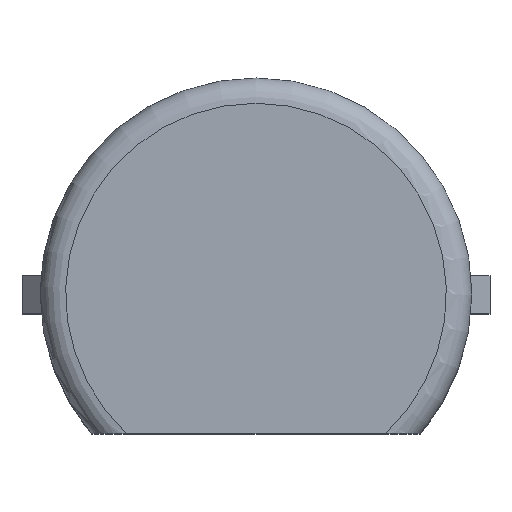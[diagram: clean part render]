
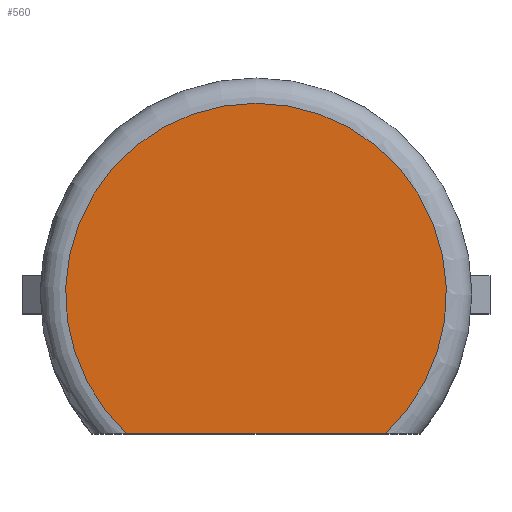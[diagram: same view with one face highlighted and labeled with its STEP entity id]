
A CAD part, top view. The second image highlights one B-rep face of the part: STEP entity #560.
In plain terms, the highlighted planar face has unit normal (0, 0, 1).
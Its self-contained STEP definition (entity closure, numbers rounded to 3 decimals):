
#13=DIRECTION('',(0.,0.,1.));
#14=DIRECTION('',(1.,0.,0.));
#94=DIRECTION('',(-1.,0.,0.));
#154=VECTOR('',#94,1.);
#322=DIRECTION('',(0.,0.,-1.));
#336=VERTEX_POINT('',#337);
#337=CARTESIAN_POINT('',(-1.53,-1.65,8.));
#349=ORIENTED_EDGE('',*,*,#350,.F.);
#350=EDGE_CURVE('',#351,#336,#353,.T.);
#351=VERTEX_POINT('',#352);
#352=CARTESIAN_POINT('',(1.53,-1.65,8.));
#353=LINE('',#354,#154);
#354=CARTESIAN_POINT('',(-5.,-1.65,8.));
#553=EDGE_CURVE('',#336,#351,#554,.T.);
#554=CIRCLE('',#555,2.25);
#555=AXIS2_PLACEMENT_3D('',#556,#322,#557);
#556=CARTESIAN_POINT('',(0.,0.,8.));
#557=DIRECTION('',(-0.68,-0.733,0.));
#560=ADVANCED_FACE('',(#561),#564,.T.);
#561=FACE_BOUND('',#562,.T.);
#562=EDGE_LOOP('',(#349,#563));
#563=ORIENTED_EDGE('',*,*,#553,.F.);
#564=PLANE('',#565);
#565=AXIS2_PLACEMENT_3D('',#556,#13,#14);
